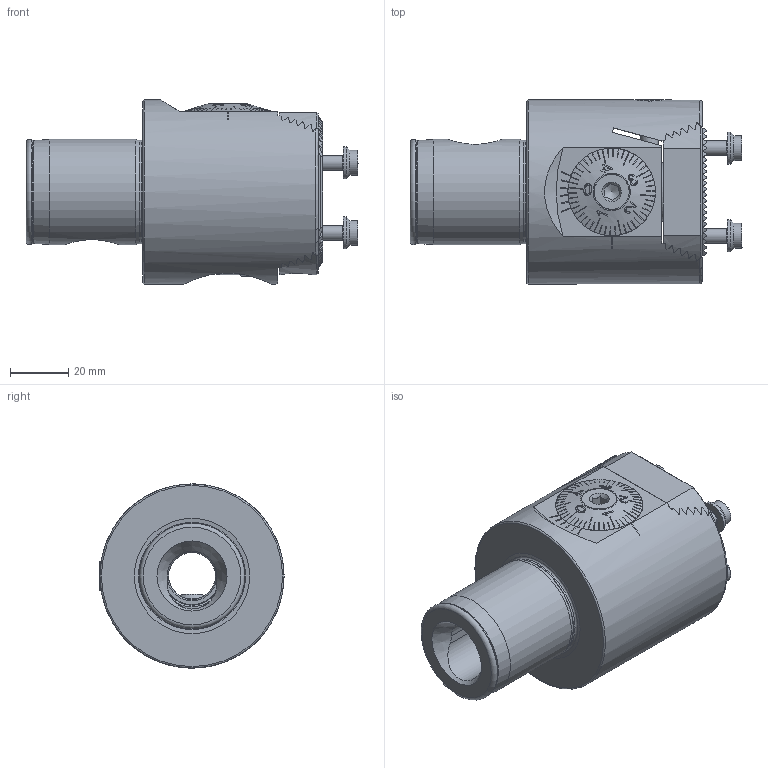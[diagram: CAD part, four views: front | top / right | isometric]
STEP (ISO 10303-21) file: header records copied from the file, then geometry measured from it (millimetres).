
FILE_DESCRIPTION (( 'STEP AP214' ), '1' );
FILE_NAME ('WH6.MH1.K01.060.STEP', '2021-09-13T11:59:21', ( '' ), ( '' ), 'SwSTEP 2.0', 'SolidWorks 2017', '' );
FILE_SCHEMA (( 'AUTOMOTIVE_DESIGN' ));
Length unit declared in the file: millimetre
Products named in the file (19): A55-BG2.013.005_C; MH1-BG3.001.042_D; ISO 4762 - M6 x 16; BN 1392 - M5 x 16; MH1-BG1.001.049; ISO 4026 - M10 x 20; MH1-BG2.001.056_D; MH1-BG1.004.049; A55-BG2.014.007_A; A55-BG2.015.007_A; WH6.MH1.K01.060; ISO 4026 - M4 x 5; A55-BG2.012.006_B; WH6-MH1.K00.060_B; DIN 3771 - 25x1.5; MH1-BG1.001.049_B; ISO 4026 - M8 x 6; A55-BG1.012.007_B; A55-BG2.011.016_D
Assembly tree (22 placements, depth 4):
  WH6.MH1.K01.060
    WH6-MH1.K00.060_B
    MH1-BG1.004.049
      A55-BG2.012.006_B
      A55-BG2.013.005_C
      A55-BG2.015.007_A
        A55-BG2.011.016_D
        A55-BG2.014.007_A
      MH1-BG1.001.049
        MH1-BG1.001.049_B
        A55-BG1.012.007_B
      DIN 3771 - 25x1.5
      ISO 4026 - M4 x 5
    MH1-BG2.001.056_D
    MH1-BG3.001.042_D
    ISO 4026 - M10 x 20  x2
    ISO 4026 - M8 x 6
    BN 1392 - M5 x 16  x4
    ISO 4762 - M6 x 16
Bounding box: 113.58 x 63 x 63 mm (x, y, z)
Volume: 191397.9 mm3; surface area: 65880.1 mm2
Topology: 19 solids, 19 shells, 973 faces, 2635 edges, 1711 vertices
Faces by surface type: plane 586, cylinder 175, cone 136, bspline 40, torus 36
Full cylindrical faces by diameter (mm): 1 x1, 1.6 x1, 3.3 x1, 4.2 x5, 5 x6, 6 x1, 6.4 x1, 6.8 x3, 8 x3, 8.5 x8, 10 x3, 11 x7, 11.5 x1, 11.6 x1, 11.75 x1, 11.95 x1, 12 x3, 12.4 x1, 14 x2, 14.2 x1, 16 x1, 18 x1, 20 x4, 22 x1, 25 x3, 29.9 x1, 29.98 x1, 30 x3, 35.3 x1, 36 x1
Entity records: 39216 total; most frequent: CARTESIAN_POINT 15468, ORIENTED_EDGE 4514, DIRECTION 3455, EDGE_CURVE 2257, VERTEX_POINT 1557, AXIS2_PLACEMENT_3D 1329, EDGE_LOOP 1098, FACE_OUTER_BOUND 977
